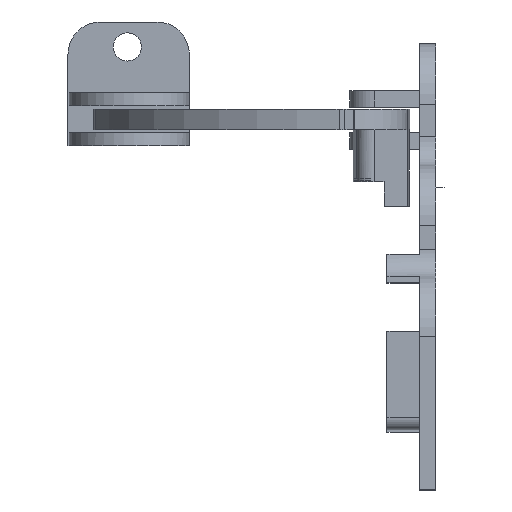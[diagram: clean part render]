
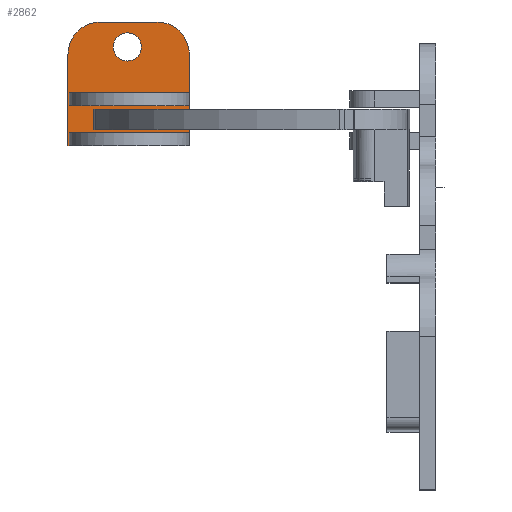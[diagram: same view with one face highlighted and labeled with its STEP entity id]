
A CAD part, left-side view. The second image highlights one B-rep face of the part: STEP entity #2862.
In plain terms, the highlighted face is planar.
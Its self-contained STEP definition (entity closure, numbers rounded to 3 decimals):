
#130=FACE_BOUND('',#316,.T.);
#131=FACE_BOUND('',#317,.T.);
#164=FACE_OUTER_BOUND('',#315,.T.);
#315=EDGE_LOOP('',(#1927,#1928,#1929,#1930,#1931,#1932,#1933,#1934,#1935,
#1936));
#316=EDGE_LOOP('',(#1937));
#317=EDGE_LOOP('',(#1938,#1939,#1940,#1941));
#499=CIRCLE('',#3079,4.);
#500=CIRCLE('',#3080,2.);
#501=CIRCLE('',#3081,4.);
#502=CIRCLE('',#3082,1.75);
#625=LINE('',#4273,#920);
#627=LINE('',#4284,#922);
#628=LINE('',#4286,#923);
#629=LINE('',#4288,#924);
#630=LINE('',#4290,#925);
#631=LINE('',#4292,#926);
#632=LINE('',#4296,#927);
#633=LINE('',#4299,#928);
#634=LINE('',#4303,#929);
#635=LINE('',#4305,#930);
#636=LINE('',#4306,#931);
#920=VECTOR('',#3381,10.);
#922=VECTOR('',#3391,10.);
#923=VECTOR('',#3392,10.);
#924=VECTOR('',#3393,10.);
#925=VECTOR('',#3394,10.);
#926=VECTOR('',#3395,10.);
#927=VECTOR('',#3398,10.);
#928=VECTOR('',#3401,10.);
#929=VECTOR('',#3404,10.);
#930=VECTOR('',#3405,10.);
#931=VECTOR('',#3406,10.);
#1215=VERTEX_POINT('',#4271);
#1216=VERTEX_POINT('',#4272);
#1219=VERTEX_POINT('',#4280);
#1220=VERTEX_POINT('',#4281);
#1221=VERTEX_POINT('',#4283);
#1222=VERTEX_POINT('',#4285);
#1223=VERTEX_POINT('',#4287);
#1224=VERTEX_POINT('',#4289);
#1225=VERTEX_POINT('',#4291);
#1226=VERTEX_POINT('',#4293);
#1227=VERTEX_POINT('',#4295);
#1228=VERTEX_POINT('',#4297);
#1229=VERTEX_POINT('',#4300);
#1230=VERTEX_POINT('',#4302);
#1231=VERTEX_POINT('',#4304);
#1498=EDGE_CURVE('',#1215,#1216,#625,.T.);
#1502=EDGE_CURVE('',#1219,#1220,#499,.T.);
#1503=EDGE_CURVE('',#1219,#1221,#627,.T.);
#1504=EDGE_CURVE('',#1222,#1221,#628,.T.);
#1505=EDGE_CURVE('',#1222,#1223,#629,.T.);
#1506=EDGE_CURVE('',#1223,#1224,#630,.T.);
#1507=EDGE_CURVE('',#1225,#1224,#631,.T.);
#1508=EDGE_CURVE('',#1225,#1226,#500,.T.);
#1509=EDGE_CURVE('',#1226,#1227,#632,.T.);
#1510=EDGE_CURVE('',#1228,#1227,#501,.T.);
#1511=EDGE_CURVE('',#1220,#1228,#633,.T.);
#1512=EDGE_CURVE('',#1229,#1229,#502,.T.);
#1513=EDGE_CURVE('',#1230,#1215,#634,.T.);
#1514=EDGE_CURVE('',#1231,#1216,#635,.T.);
#1515=EDGE_CURVE('',#1231,#1230,#636,.T.);
#1927=ORIENTED_EDGE('',*,*,#1502,.F.);
#1928=ORIENTED_EDGE('',*,*,#1503,.T.);
#1929=ORIENTED_EDGE('',*,*,#1504,.F.);
#1930=ORIENTED_EDGE('',*,*,#1505,.T.);
#1931=ORIENTED_EDGE('',*,*,#1506,.T.);
#1932=ORIENTED_EDGE('',*,*,#1507,.F.);
#1933=ORIENTED_EDGE('',*,*,#1508,.T.);
#1934=ORIENTED_EDGE('',*,*,#1509,.T.);
#1935=ORIENTED_EDGE('',*,*,#1510,.F.);
#1936=ORIENTED_EDGE('',*,*,#1511,.F.);
#1937=ORIENTED_EDGE('',*,*,#1512,.T.);
#1938=ORIENTED_EDGE('',*,*,#1513,.T.);
#1939=ORIENTED_EDGE('',*,*,#1498,.T.);
#1940=ORIENTED_EDGE('',*,*,#1514,.F.);
#1941=ORIENTED_EDGE('',*,*,#1515,.T.);
#2774=PLANE('',#3078);
#2862=ADVANCED_FACE('',(#164,#130,#131),#2774,.T.);
#3078=AXIS2_PLACEMENT_3D('',#4279,#3387,#3388);
#3079=AXIS2_PLACEMENT_3D('',#4282,#3389,#3390);
#3080=AXIS2_PLACEMENT_3D('',#4294,#3396,#3397);
#3081=AXIS2_PLACEMENT_3D('',#4298,#3399,#3400);
#3082=AXIS2_PLACEMENT_3D('',#4301,#3402,#3403);
#3381=DIRECTION('',(-1.,0.,0.));
#3387=DIRECTION('center_axis',(0.,1.,0.));
#3388=DIRECTION('ref_axis',(0.,0.,
1.));
#3389=DIRECTION('center_axis',(0.,-1.,0.));
#3390=DIRECTION('ref_axis',(0.707,0.,0.707));
#3391=DIRECTION('',(0.,0.,-1.));
#3392=DIRECTION('',(1.,0.,0.));
#3393=DIRECTION('',(0.,0.,1.));
#3394=DIRECTION('',(-1.,0.,0.));
#3395=DIRECTION('',(0.,0.,1.));
#3396=DIRECTION('center_axis',(0.,1.,0.));
#3397=DIRECTION('ref_axis',(0.,0.,
-1.));
#3398=DIRECTION('',(0.,0.,1.));
#3399=DIRECTION('center_axis',(0.,-1.,0.));
#3400=DIRECTION('ref_axis',(-0.707,0.,0.707));
#3401=DIRECTION('',(-1.,0.,0.));
#3402=DIRECTION('center_axis',(0.,-1.,0.));
#3403=DIRECTION('ref_axis',(-1.,0.,0.));
#3404=DIRECTION('',(0.,0.,1.));
#3405=DIRECTION('',(0.,0.,1.));
#3406=DIRECTION('',(1.,0.,0.));
#4271=CARTESIAN_POINT('',(7.206,-2.794,-7.4));
#4272=CARTESIAN_POINT('',(-7.654,-2.794,-7.4));
#4273=CARTESIAN_POINT('',(-0.197,-2.794,-7.4));
#4279=CARTESIAN_POINT('Origin',(-0.167,-2.794,-7.15));
#4280=CARTESIAN_POINT('',(7.333,-2.794,-2.65));
#4281=CARTESIAN_POINT('',(3.333,-2.794,1.35));
#4282=CARTESIAN_POINT('Origin',(3.333,-2.794,-2.65));
#4283=CARTESIAN_POINT('',(7.333,-2.794,-13.95));
#4284=CARTESIAN_POINT('',(7.333,-2.794,-1.65));
#4285=CARTESIAN_POINT('',(7.206,-2.794,-13.95));
#4286=CARTESIAN_POINT('',(-0.197,-2.794,-13.95));
#4287=CARTESIAN_POINT('',(7.206,-2.794,-12.35));
#4288=CARTESIAN_POINT('',(7.206,-2.794,-9.8));
#4289=CARTESIAN_POINT('',(-7.654,-2.794,-12.35));
#4290=CARTESIAN_POINT('',(-0.197,-2.794,-12.35));
#4291=CARTESIAN_POINT('',(-7.654,-2.794,-12.879));
#4292=CARTESIAN_POINT('',(-7.654,-2.794,-10.9));
#4293=CARTESIAN_POINT('',(-7.667,-2.794,-12.65));
#4294=CARTESIAN_POINT('Origin',(-5.667,-2.794,-12.65));
#4295=CARTESIAN_POINT('',(-7.667,-2.794,-2.65));
#4296=CARTESIAN_POINT('',(-7.667,-2.794,-12.65));
#4297=CARTESIAN_POINT('',(-3.667,-2.794,1.35));
#4298=CARTESIAN_POINT('Origin',(-3.667,-2.794,-2.65));
#4299=CARTESIAN_POINT('',(-5.667,-2.794,1.35));
#4300=CARTESIAN_POINT('',(1.745,-2.794,-1.735));
#4301=CARTESIAN_POINT('Origin',(-0.005,-2.794,
-1.735));
#4302=CARTESIAN_POINT('',(7.206,-2.794,-9.));
#4303=CARTESIAN_POINT('',(7.206,-2.794,-7.375));
#4304=CARTESIAN_POINT('',(-7.654,-2.794,-9.));
#4305=CARTESIAN_POINT('',(-7.654,-2.794,-4.4));
#4306=CARTESIAN_POINT('',(-0.197,-2.794,-9.));
